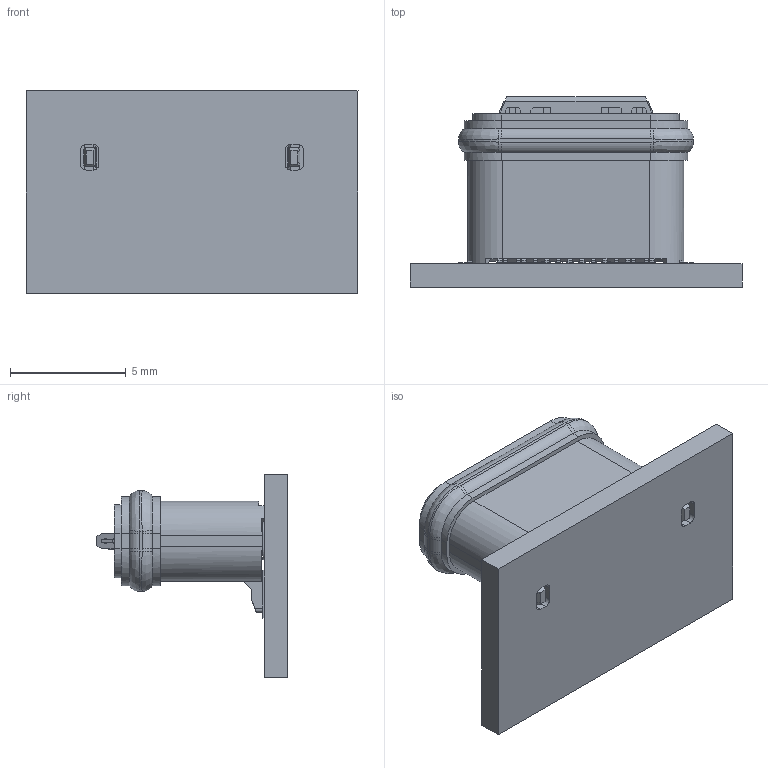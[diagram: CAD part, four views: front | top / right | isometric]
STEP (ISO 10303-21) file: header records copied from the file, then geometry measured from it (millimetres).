
FILE_DESCRIPTION((''),'2;1');
FILE_NAME('USBC-0031_ASM','2025-01-14T',('Administrator'),(''),'PRO/ENGINEER BY PARAMETRIC TECHNOLOGY CORPORATION, 2007090','PRO/ENGINEER BY PARAMETRIC TECHNOLOGY CORPORATION, 2007090','');
FILE_SCHEMA(('CONFIG_CONTROL_DESIGN'));
Length unit declared in the file: millimetre
Products named in the file (32): PRT0001; 1100_ASM_ASM_1_ASM_1_ASM_1_ASM; PRT0125_2_3_1_3; PRT0126_2_3_1_3; PRT0127_2_3_1_3; PRT0128_2_3_1_3; PRT0129_2_3_1_3; PRT0130_2_3_1_3; PRT0131_2_3_1_3; PRT0132_3_3_1_2; ASM0009_ASM_ASM_4_ASM_1_ASM_1_A_ASM; ____1-19411_1_1_1_2; ASM0008_ASM_ASM_2_ASM_12_ASM_1__ASM; PRT0145_1_9_1_6; PRT0146_2_6_1_3; PRT0147_2_5_1_3; PRT0148_2_5_1_3; PRT0149_2_6_1_3; PRT0150_2_7_1_3; PRT0151_2_6_1_3; PRT0152_2_6_1_2; PRT0153_2_7_1_3; ASM0012_ASM_ASM_1_ASM_2_ASM_1_A_ASM; PRT0156_1_10_1_1; ASM0011_ASM_ASM_2_ASM_18_ASM_1__ASM; ASM0007_ASM_ASM_1_ASM_22_ASM_1__ASM; ASM0007_ASM_ASM_1_ASM_ASM_1_ASM_ASM; PRT0001_4; USBC-0051_ASM_5_ASM_94_ASM; USBC-0051_ASM_5_ASM_ASM; LAYOUT; USBC-0031_ASM
Assembly tree (31 placements, depth 8):
  USBC-0031_ASM
    PRT0001
    USBC-0051_ASM_5_ASM_ASM
      USBC-0051_ASM_5_ASM_94_ASM
        1100_ASM_ASM_1_ASM_1_ASM_1_ASM
        ASM0007_ASM_ASM_1_ASM_ASM_1_ASM_ASM
          ASM0007_ASM_ASM_1_ASM_22_ASM_1__ASM
            ASM0008_ASM_ASM_2_ASM_12_ASM_1__ASM
              ASM0009_ASM_ASM_4_ASM_1_ASM_1_A_ASM
                PRT0125_2_3_1_3
                PRT0126_2_3_1_3
                PRT0127_2_3_1_3
                PRT0128_2_3_1_3
                PRT0129_2_3_1_3
                PRT0130_2_3_1_3
                PRT0131_2_3_1_3
                PRT0132_3_3_1_2
              ____1-19411_1_1_1_2
            PRT0145_1_9_1_6
            ASM0011_ASM_ASM_2_ASM_18_ASM_1__ASM
              ASM0012_ASM_ASM_1_ASM_2_ASM_1_A_ASM
                PRT0146_2_6_1_3
                PRT0147_2_5_1_3
                PRT0148_2_5_1_3
                PRT0149_2_6_1_3
                PRT0150_2_7_1_3
                PRT0151_2_6_1_3
                PRT0152_2_6_1_2
                PRT0153_2_7_1_3
              PRT0156_1_10_1_1
        PRT0001_4
    LAYOUT
Bounding box: 14.34 x 8.23 x 8.76 mm (x, y, z)
Volume: 285.1 mm3; surface area: 1057.9 mm2
Topology: 22 solids, 22 shells, 1176 faces, 3129 edges, 2054 vertices
Faces by surface type: plane 864, cylinder 257, cone 28, bspline 24, extrusion 3
Entity records: 38203 total; most frequent: CARTESIAN_POINT 7813, ORIENTED_EDGE 6258, DIRECTION 6131, EDGE_CURVE 3129, VECTOR 2501, LINE 2498, VERTEX_POINT 2054, AXIS2_PLACEMENT_3D 1815
